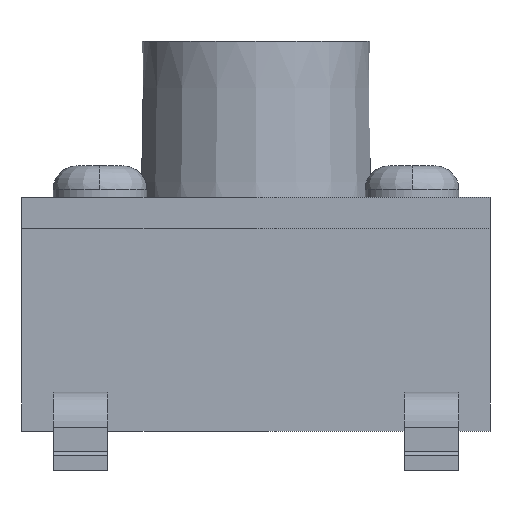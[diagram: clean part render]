
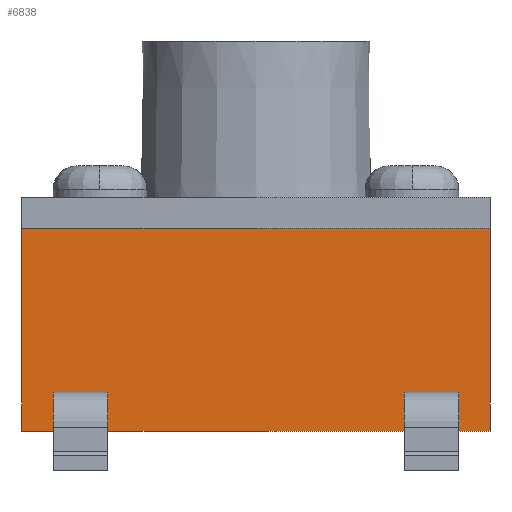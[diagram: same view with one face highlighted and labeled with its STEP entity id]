
A CAD part, left-side view. The second image highlights one B-rep face of the part: STEP entity #6838.
In plain terms, the highlighted planar face has unit normal (-1, 0, 0).
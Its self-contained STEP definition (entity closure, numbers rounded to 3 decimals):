
#385=FACE_BOUND('',#2436,.T.);
#386=FACE_BOUND('',#2437,.T.);
#412=PLANE('',#7287);
#745=LINE('',#10207,#1434);
#746=LINE('',#10209,#1435);
#747=LINE('',#10211,#1436);
#748=LINE('',#10212,#1437);
#749=LINE('',#10215,#1438);
#750=LINE('',#10217,#1439);
#751=LINE('',#10219,#1440);
#752=LINE('',#10220,#1441);
#753=LINE('',#10223,#1442);
#754=LINE('',#10225,#1443);
#755=LINE('',#10227,#1444);
#756=LINE('',#10228,#1445);
#1434=VECTOR('',#7894,1.);
#1435=VECTOR('',#7895,1.);
#1436=VECTOR('',#7896,1.);
#1437=VECTOR('',#7897,1.);
#1438=VECTOR('',#7898,1.);
#1439=VECTOR('',#7899,1.);
#1440=VECTOR('',#7900,1.);
#1441=VECTOR('',#7901,1.);
#1442=VECTOR('',#7902,1.);
#1443=VECTOR('',#7903,1.);
#1444=VECTOR('',#7904,1.);
#1445=VECTOR('',#7905,1.);
#2048=FACE_OUTER_BOUND('',#2435,.T.);
#2435=EDGE_LOOP('',(#4759,#4760,#4761,#4762));
#2436=EDGE_LOOP('',(#4763,#4764,#4765,#4766));
#2437=EDGE_LOOP('',(#4767,#4768,#4769,#4770));
#3068=VERTEX_POINT('',#10205);
#3069=VERTEX_POINT('',#10206);
#3070=VERTEX_POINT('',#10208);
#3071=VERTEX_POINT('',#10210);
#3072=VERTEX_POINT('',#10213);
#3073=VERTEX_POINT('',#10214);
#3074=VERTEX_POINT('',#10216);
#3075=VERTEX_POINT('',#10218);
#3076=VERTEX_POINT('',#10221);
#3077=VERTEX_POINT('',#10222);
#3078=VERTEX_POINT('',#10224);
#3079=VERTEX_POINT('',#10226);
#3735=EDGE_CURVE('',#3068,#3069,#745,.T.);
#3736=EDGE_CURVE('',#3070,#3068,#746,.T.);
#3737=EDGE_CURVE('',#3071,#3070,#747,.T.);
#3738=EDGE_CURVE('',#3071,#3069,#748,.T.);
#3739=EDGE_CURVE('',#3072,#3073,#749,.T.);
#3740=EDGE_CURVE('',#3074,#3072,#750,.T.);
#3741=EDGE_CURVE('',#3074,#3075,#751,.T.);
#3742=EDGE_CURVE('',#3075,#3073,#752,.T.);
#3743=EDGE_CURVE('',#3076,#3077,#753,.T.);
#3744=EDGE_CURVE('',#3076,#3078,#754,.T.);
#3745=EDGE_CURVE('',#3078,#3079,#755,.T.);
#3746=EDGE_CURVE('',#3077,#3079,#756,.T.);
#4759=ORIENTED_EDGE('',*,*,#3735,.F.);
#4760=ORIENTED_EDGE('',*,*,#3736,.F.);
#4761=ORIENTED_EDGE('',*,*,#3737,.F.);
#4762=ORIENTED_EDGE('',*,*,#3738,.T.);
#4763=ORIENTED_EDGE('',*,*,#3739,.F.);
#4764=ORIENTED_EDGE('',*,*,#3740,.F.);
#4765=ORIENTED_EDGE('',*,*,#3741,.T.);
#4766=ORIENTED_EDGE('',*,*,#3742,.T.);
#4767=ORIENTED_EDGE('',*,*,#3743,.F.);
#4768=ORIENTED_EDGE('',*,*,#3744,.T.);
#4769=ORIENTED_EDGE('',*,*,#3745,.T.);
#4770=ORIENTED_EDGE('',*,*,#3746,.F.);
#6838=ADVANCED_FACE('',(#2048,#385,#386),#412,.F.);
#7287=AXIS2_PLACEMENT_3D('',#10204,#7892,#7893);
#7892=DIRECTION('center_axis',(1.,0.,0.));
#7893=DIRECTION('ref_axis',(0.,1.,0.));
#7894=DIRECTION('',(0.,1.,0.));
#7895=DIRECTION('',(0.,0.,-1.));
#7896=DIRECTION('',(0.,-1.,0.));
#7897=DIRECTION('',(0.,0.,-1.));
#7898=DIRECTION('',(0.,1.,0.));
#7899=DIRECTION('',(0.,0.,1.));
#7900=DIRECTION('',(0.,1.,0.));
#7901=DIRECTION('',(0.,0.,1.));
#7902=DIRECTION('',(0.,-1.,0.));
#7903=DIRECTION('',(0.,0.,1.));
#7904=DIRECTION('',(0.,-1.,0.));
#7905=DIRECTION('',(0.,0.,1.));
#10204=CARTESIAN_POINT('Origin',(-3.,3.,3.11));
#10205=CARTESIAN_POINT('',(-3.,-3.,0.51));
#10206=CARTESIAN_POINT('',(-3.,3.,0.51));
#10207=CARTESIAN_POINT('',(-3.,3.,0.51));
#10208=CARTESIAN_POINT('',(-3.,-3.,3.11));
#10209=CARTESIAN_POINT('',(-3.,-3.,3.11));
#10210=CARTESIAN_POINT('',(-3.,3.,3.11));
#10211=CARTESIAN_POINT('',(-3.,3.,3.11));
#10212=CARTESIAN_POINT('',(-3.,3.,3.11));
#10213=CARTESIAN_POINT('',(-3.,-2.6,1.01));
#10214=CARTESIAN_POINT('',(-3.,-1.9,1.01));
#10215=CARTESIAN_POINT('',(-3.,-2.6,1.01));
#10216=CARTESIAN_POINT('',(-3.,-2.6,0.81));
#10217=CARTESIAN_POINT('',(-3.,-2.6,0.81));
#10218=CARTESIAN_POINT('',(-3.,-1.9,0.81));
#10219=CARTESIAN_POINT('',(-3.,-2.6,0.81));
#10220=CARTESIAN_POINT('',(-3.,-1.9,0.81));
#10221=CARTESIAN_POINT('',(-3.,2.6,0.81));
#10222=CARTESIAN_POINT('',(-3.,1.9,0.81));
#10223=CARTESIAN_POINT('',(-3.,2.6,0.81));
#10224=CARTESIAN_POINT('',(-3.,2.6,1.01));
#10225=CARTESIAN_POINT('',(-3.,2.6,0.81));
#10226=CARTESIAN_POINT('',(-3.,1.9,1.01));
#10227=CARTESIAN_POINT('',(-3.,2.6,1.01));
#10228=CARTESIAN_POINT('',(-3.,1.9,0.81));
